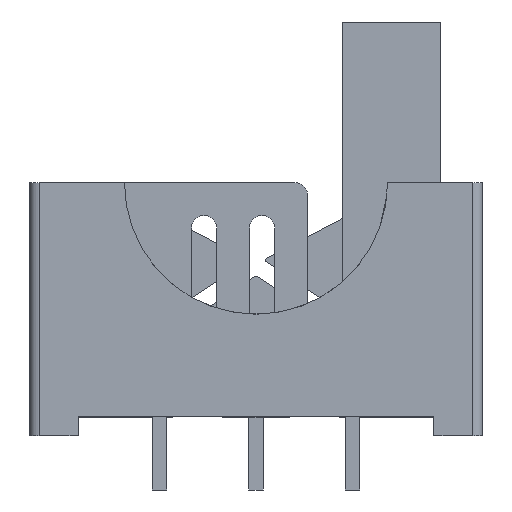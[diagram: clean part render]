
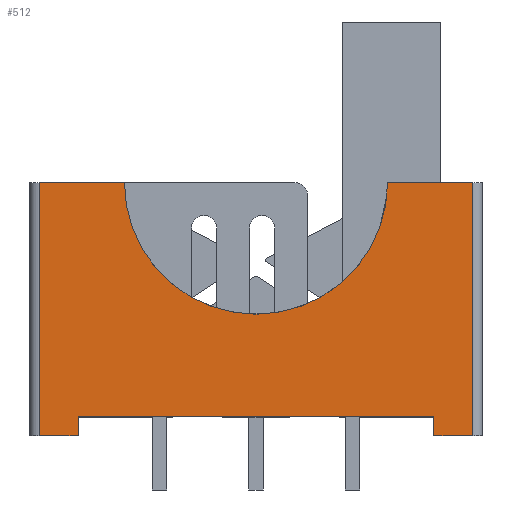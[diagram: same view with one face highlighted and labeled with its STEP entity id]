
A CAD part, front view. The second image highlights one B-rep face of the part: STEP entity #512.
In plain terms, the highlighted planar face has unit normal (0, -1, 0).
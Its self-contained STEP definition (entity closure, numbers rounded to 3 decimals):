
#99 = VERTEX_POINT('',#100);
#100 = CARTESIAN_POINT('',(-11.21,-1.1,0.));
#107 = EDGE_CURVE('',#108,#99,#110,.T.);
#108 = VERTEX_POINT('',#109);
#109 = CARTESIAN_POINT('',(-9.198,-1.1,0.));
#110 = LINE('',#111,#112);
#111 = CARTESIAN_POINT('',(11.71,-1.1,0.));
#112 = VECTOR('',#113,1.);
#113 = DIRECTION('',(-1.,0.,0.));
#162 = EDGE_CURVE('',#99,#163,#165,.T.);
#163 = VERTEX_POINT('',#164);
#164 = CARTESIAN_POINT('',(-11.21,-1.1,13.1));
#165 = LINE('',#166,#167);
#166 = CARTESIAN_POINT('',(-11.21,-1.1,0.));
#167 = VECTOR('',#168,1.);
#168 = DIRECTION('',(0.,0.,1.));
#211 = EDGE_CURVE('',#212,#163,#214,.T.);
#212 = VERTEX_POINT('',#213);
#213 = CARTESIAN_POINT('',(-6.808,-1.1,13.1));
#214 = LINE('',#215,#216);
#215 = CARTESIAN_POINT('',(11.71,-1.1,13.1));
#216 = VECTOR('',#217,1.);
#217 = DIRECTION('',(-1.,0.,0.));
#495 = VERTEX_POINT('',#496);
#496 = CARTESIAN_POINT('',(-9.198,-1.1,1.021));
#502 = EDGE_CURVE('',#108,#495,#503,.T.);
#503 = LINE('',#504,#505);
#504 = CARTESIAN_POINT('',(-9.198,-1.1,0.));
#505 = VECTOR('',#506,1.);
#506 = DIRECTION('',(0.,0.,1.));
#512 = ADVANCED_FACE('',(#513),#566,.T.);
#513 = FACE_BOUND('',#514,.T.);
#514 = EDGE_LOOP('',(#515,#525,#533,#541,#548,#549,#550,#551,#552,#560)
  );
#515 = ORIENTED_EDGE('',*,*,#516,.F.);
#516 = EDGE_CURVE('',#517,#519,#521,.T.);
#517 = VERTEX_POINT('',#518);
#518 = CARTESIAN_POINT('',(11.21,-1.1,0.));
#519 = VERTEX_POINT('',#520);
#520 = CARTESIAN_POINT('',(9.198,-1.1,0.));
#521 = LINE('',#522,#523);
#522 = CARTESIAN_POINT('',(11.71,-1.1,0.));
#523 = VECTOR('',#524,1.);
#524 = DIRECTION('',(-1.,0.,0.));
#525 = ORIENTED_EDGE('',*,*,#526,.T.);
#526 = EDGE_CURVE('',#517,#527,#529,.T.);
#527 = VERTEX_POINT('',#528);
#528 = CARTESIAN_POINT('',(11.21,-1.1,13.1));
#529 = LINE('',#530,#531);
#530 = CARTESIAN_POINT('',(11.21,-1.1,0.));
#531 = VECTOR('',#532,1.);
#532 = DIRECTION('',(0.,0.,1.));
#533 = ORIENTED_EDGE('',*,*,#534,.T.);
#534 = EDGE_CURVE('',#527,#535,#537,.T.);
#535 = VERTEX_POINT('',#536);
#536 = CARTESIAN_POINT('',(6.808,-1.1,13.1));
#537 = LINE('',#538,#539);
#538 = CARTESIAN_POINT('',(11.71,-1.1,13.1));
#539 = VECTOR('',#540,1.);
#540 = DIRECTION('',(-1.,0.,0.));
#541 = ORIENTED_EDGE('',*,*,#542,.F.);
#542 = EDGE_CURVE('',#212,#535,#543,.T.);
#543 = CIRCLE('',#544,6.808);
#544 = AXIS2_PLACEMENT_3D('',#545,#546,#547);
#545 = CARTESIAN_POINT('',(0.,-1.1,13.1));
#546 = DIRECTION('',(0.,-1.,0.));
#547 = DIRECTION('',(1.,0.,0.));
#548 = ORIENTED_EDGE('',*,*,#211,.T.);
#549 = ORIENTED_EDGE('',*,*,#162,.F.);
#550 = ORIENTED_EDGE('',*,*,#107,.F.);
#551 = ORIENTED_EDGE('',*,*,#502,.T.);
#552 = ORIENTED_EDGE('',*,*,#553,.T.);
#553 = EDGE_CURVE('',#495,#554,#556,.T.);
#554 = VERTEX_POINT('',#555);
#555 = CARTESIAN_POINT('',(9.198,-1.1,1.021));
#556 = LINE('',#557,#558);
#557 = CARTESIAN_POINT('',(-9.198,-1.1,1.021));
#558 = VECTOR('',#559,1.);
#559 = DIRECTION('',(1.,0.,0.));
#560 = ORIENTED_EDGE('',*,*,#561,.T.);
#561 = EDGE_CURVE('',#554,#519,#562,.T.);
#562 = LINE('',#563,#564);
#563 = CARTESIAN_POINT('',(9.198,-1.1,1.021));
#564 = VECTOR('',#565,1.);
#565 = DIRECTION('',(0.,0.,-1.));
#566 = PLANE('',#567);
#567 = AXIS2_PLACEMENT_3D('',#568,#569,#570);
#568 = CARTESIAN_POINT('',(11.71,-1.1,0.));
#569 = DIRECTION('',(0.,-1.,0.));
#570 = DIRECTION('',(-1.,0.,0.));
